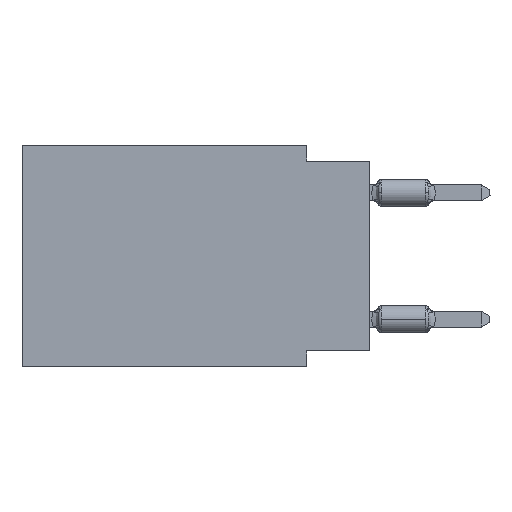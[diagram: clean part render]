
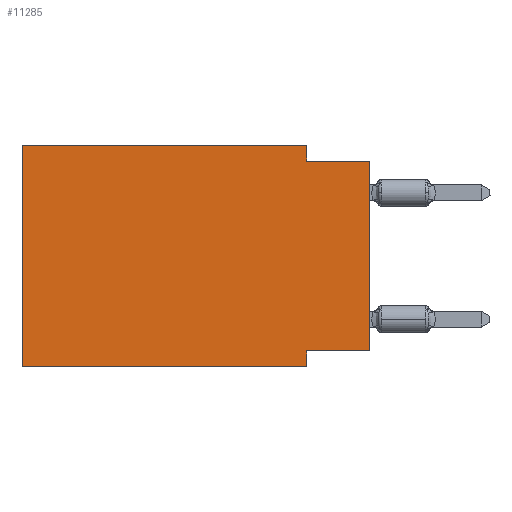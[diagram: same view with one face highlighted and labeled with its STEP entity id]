
A CAD part, left-side view. The second image highlights one B-rep face of the part: STEP entity #11285.
In plain terms, the highlighted planar face has unit normal (-1, 0, 0).
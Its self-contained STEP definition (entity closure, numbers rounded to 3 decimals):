
#600 = VERTEX_POINT ( 'NONE', #20617 ) ;
#1125 = ORIENTED_EDGE ( 'NONE', *, *, #29627, .F. ) ;
#1876 = DIRECTION ( 'NONE',  ( 0., -1., 0. ) ) ;
#1981 = VECTOR ( 'NONE', #21866, 1000. ) ;
#2190 = CARTESIAN_POINT ( 'NONE',  ( 0., 2.54, 0. ) ) ;
#2198 = CARTESIAN_POINT ( 'NONE',  ( 0., 13.97, 0. ) ) ;
#2222 = VECTOR ( 'NONE', #27087, 1000. ) ;
#2378 = CARTESIAN_POINT ( 'NONE',  ( 0., 0., -8.255 ) ) ;
#2387 = LINE ( 'NONE', #14514, #1981 ) ;
#4509 = CARTESIAN_POINT ( 'NONE',  ( 0., 13.97, 0. ) ) ;
#4622 = VECTOR ( 'NONE', #8492, 1000. ) ;
#5526 = CARTESIAN_POINT ( 'NONE',  ( 0., 13.97, 0. ) ) ;
#5718 = CARTESIAN_POINT ( 'NONE',  ( 0., 2.54, 0. ) ) ;
#6050 = CARTESIAN_POINT ( 'NONE',  ( 0., 0., -0.635 ) ) ;
#6383 = ORIENTED_EDGE ( 'NONE', *, *, #12320, .F. ) ;
#6579 = EDGE_CURVE ( 'NONE', #21970, #26467, #11980, .T. ) ;
#6716 = ORIENTED_EDGE ( 'NONE', *, *, #6579, .T. ) ;
#8492 = DIRECTION ( 'NONE',  ( 0., 0., -1. ) ) ;
#8792 = PLANE ( 'NONE',  #17487 ) ;
#9196 = VECTOR ( 'NONE', #30226, 1000. ) ;
#9200 = EDGE_LOOP ( 'NONE', ( #20113, #25694, #19358, #1125, #6383, #6716, #32097, #28128 ) ) ;
#10237 = VERTEX_POINT ( 'NONE', #19014 ) ;
#10283 = LINE ( 'NONE', #5526, #9196 ) ;
#11285 = ADVANCED_FACE ( 'NONE', ( #28890 ), #8792, .F. ) ;
#11980 = LINE ( 'NONE', #14913, #26686 ) ;
#12320 = EDGE_CURVE ( 'NONE', #21970, #18801, #10283, .T. ) ;
#14514 = CARTESIAN_POINT ( 'NONE',  ( 0., 2.54, -8.89 ) ) ;
#14637 = CARTESIAN_POINT ( 'NONE',  ( 0., 0., -8.255 ) ) ;
#14907 = CARTESIAN_POINT ( 'NONE',  ( 0., 0., 0. ) ) ;
#14913 = CARTESIAN_POINT ( 'NONE',  ( 0., 13.97, -8.89 ) ) ;
#15964 = VERTEX_POINT ( 'NONE', #24033 ) ;
#16021 = LINE ( 'NONE', #5718, #4622 ) ;
#16156 = DIRECTION ( 'NONE',  ( 1., 0., 0. ) ) ;
#17487 = AXIS2_PLACEMENT_3D ( 'NONE', #18772, #16156, #26130 ) ;
#18128 = VECTOR ( 'NONE', #1876, 1000. ) ;
#18567 = CARTESIAN_POINT ( 'NONE',  ( 0., 13.97, -8.89 ) ) ;
#18772 = CARTESIAN_POINT ( 'NONE',  ( 0., 13.97, 0. ) ) ;
#18776 = EDGE_CURVE ( 'NONE', #600, #26467, #2387, .T. ) ;
#18801 = VERTEX_POINT ( 'NONE', #4509 ) ;
#19014 = CARTESIAN_POINT ( 'NONE',  ( 0., 0., -0.635 ) ) ;
#19228 = LINE ( 'NONE', #2198, #18128 ) ;
#19358 = ORIENTED_EDGE ( 'NONE', *, *, #19849, .F. ) ;
#19491 = DIRECTION ( 'NONE',  ( 0., -1., 0. ) ) ;
#19736 = EDGE_CURVE ( 'NONE', #20390, #10237, #25203, .T. ) ;
#19849 = EDGE_CURVE ( 'NONE', #27942, #15964, #16021, .T. ) ;
#20113 = ORIENTED_EDGE ( 'NONE', *, *, #19736, .T. ) ;
#20390 = VERTEX_POINT ( 'NONE', #14637 ) ;
#20617 = CARTESIAN_POINT ( 'NONE',  ( 0., 2.54, -8.255 ) ) ;
#21866 = DIRECTION ( 'NONE',  ( 0., 0., -1. ) ) ;
#21970 = VERTEX_POINT ( 'NONE', #18567 ) ;
#22416 = EDGE_CURVE ( 'NONE', #15964, #10237, #23565, .T. ) ;
#22442 = VECTOR ( 'NONE', #25377, 1000. ) ;
#23565 = LINE ( 'NONE', #6050, #22442 ) ;
#24033 = CARTESIAN_POINT ( 'NONE',  ( 0., 2.54, -0.635 ) ) ;
#25203 = LINE ( 'NONE', #14907, #27611 ) ;
#25377 = DIRECTION ( 'NONE',  ( 0., -1., 0. ) ) ;
#25694 = ORIENTED_EDGE ( 'NONE', *, *, #22416, .F. ) ;
#25903 = EDGE_CURVE ( 'NONE', #20390, #600, #27240, .T. ) ;
#26130 = DIRECTION ( 'NONE',  ( 0., 0., -1. ) ) ;
#26467 = VERTEX_POINT ( 'NONE', #31302 ) ;
#26686 = VECTOR ( 'NONE', #19491, 1000. ) ;
#27087 = DIRECTION ( 'NONE',  ( 0., 1., 0. ) ) ;
#27240 = LINE ( 'NONE', #2378, #2222 ) ;
#27611 = VECTOR ( 'NONE', #30085, 1000. ) ;
#27942 = VERTEX_POINT ( 'NONE', #2190 ) ;
#28128 = ORIENTED_EDGE ( 'NONE', *, *, #25903, .F. ) ;
#28890 = FACE_OUTER_BOUND ( 'NONE', #9200, .T. ) ;
#29627 = EDGE_CURVE ( 'NONE', #18801, #27942, #19228, .T. ) ;
#30085 = DIRECTION ( 'NONE',  ( 0., 0., 1. ) ) ;
#30226 = DIRECTION ( 'NONE',  ( 0., 0., 1. ) ) ;
#31302 = CARTESIAN_POINT ( 'NONE',  ( 0., 2.54, -8.89 ) ) ;
#32097 = ORIENTED_EDGE ( 'NONE', *, *, #18776, .F. ) ;
